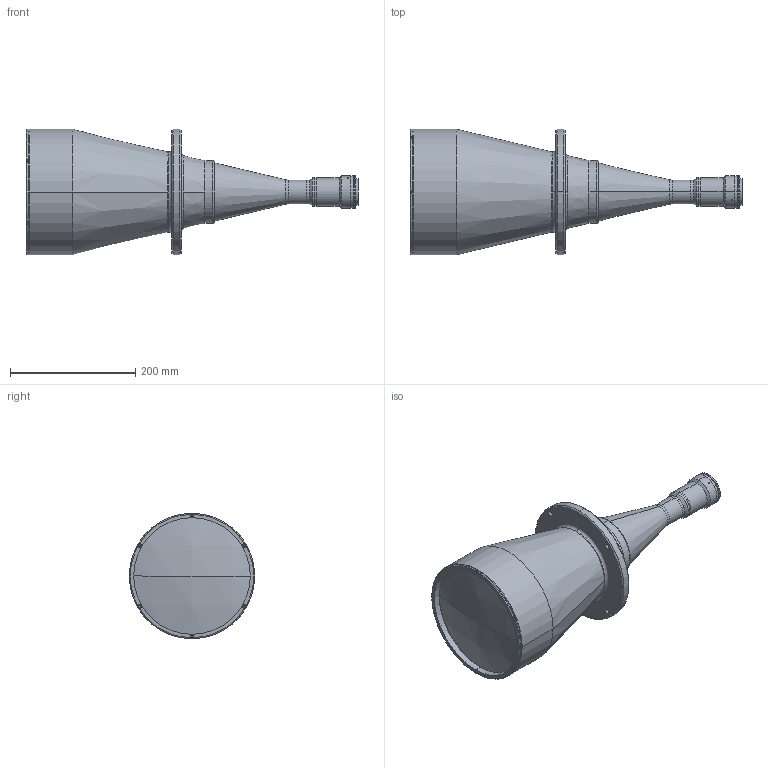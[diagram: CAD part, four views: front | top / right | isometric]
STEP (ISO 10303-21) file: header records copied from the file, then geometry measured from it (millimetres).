
FILE_DESCRIPTION (( 'STEP AP203' ), '1' );
FILE_NAME ('DP32127-A_TC4MHRP144-J.step', '2022-06-13T10:12:36', ( '' ), ( '' ), 'SwSTEP 2.0', 'SolidWorks 2021', '' );
FILE_SCHEMA (( 'CONFIG_CONTROL_DESIGN' ));
Length unit declared in the file: millimetre
Products named in the file (1): DP32127-A_TC4MHRP144-J
Bounding box: 529.38 x 200 x 200 mm (x, y, z)
Surface area: 290911.6 mm2 (no closed solid volume)
Topology: 0 solids, 30 shells, 196 faces, 564 edges, 393 vertices
Faces by surface type: cylinder 86, plane 58, torus 30, cone 20, sphere 2
Entity records: 6952 total; most frequent: CARTESIAN_POINT 1540, DIRECTION 1226, ORIENTED_EDGE 940, EDGE_CURVE 564, AXIS2_PLACEMENT_3D 489, VERTEX_POINT 393, CIRCLE 292, VECTOR 248
